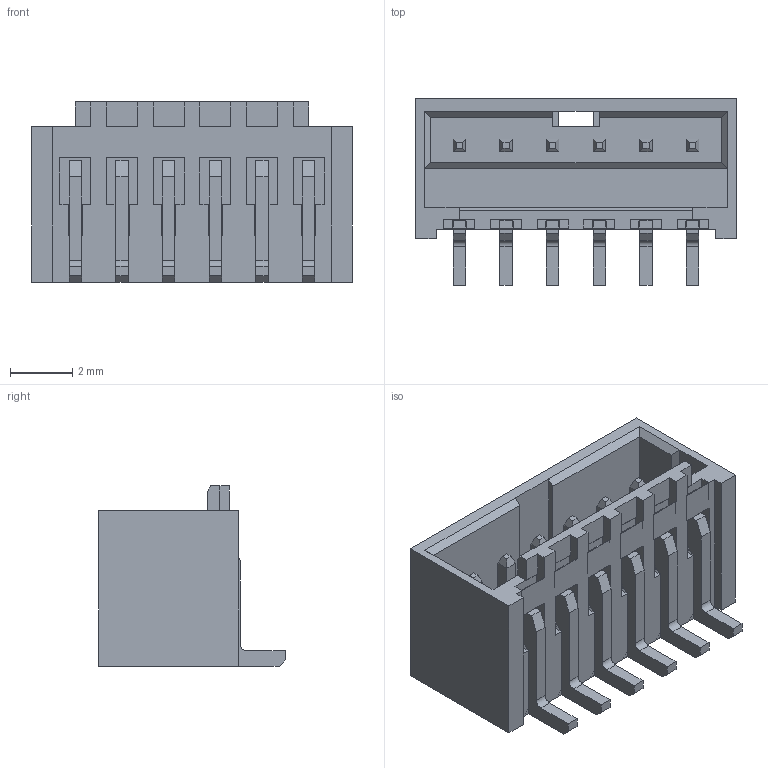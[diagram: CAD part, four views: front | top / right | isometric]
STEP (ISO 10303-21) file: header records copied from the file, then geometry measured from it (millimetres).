
FILE_DESCRIPTION (( 'STEP AP214' ), '1' );
FILE_NAME ('FWF15009-S06S24W5M-REF.STEP', '2025-04-22T10:38:10', ( '' ), ( '' ), 'SwSTEP 2.0', 'SolidWorks 2021', '' );
FILE_SCHEMA (( 'AUTOMOTIVE_DESIGN' ));
Length unit declared in the file: millimetre
Products named in the file (1): FWF15009-S06S24W5M-REF
Bounding box: 10.3 x 6 x 5.8 mm (x, y, z)
Volume: 111.4 mm3; surface area: 503 mm2
Topology: 1 solids, 1 shells, 333 faces, 989 edges, 642 vertices
Faces by surface type: plane 327, cylinder 6
Entity records: 10945 total; most frequent: ORIENTED_EDGE 1978, CARTESIAN_POINT 1965, DIRECTION 1669, EDGE_CURVE 989, LINE 977, VECTOR 977, VERTEX_POINT 642, AXIS2_PLACEMENT_3D 346
